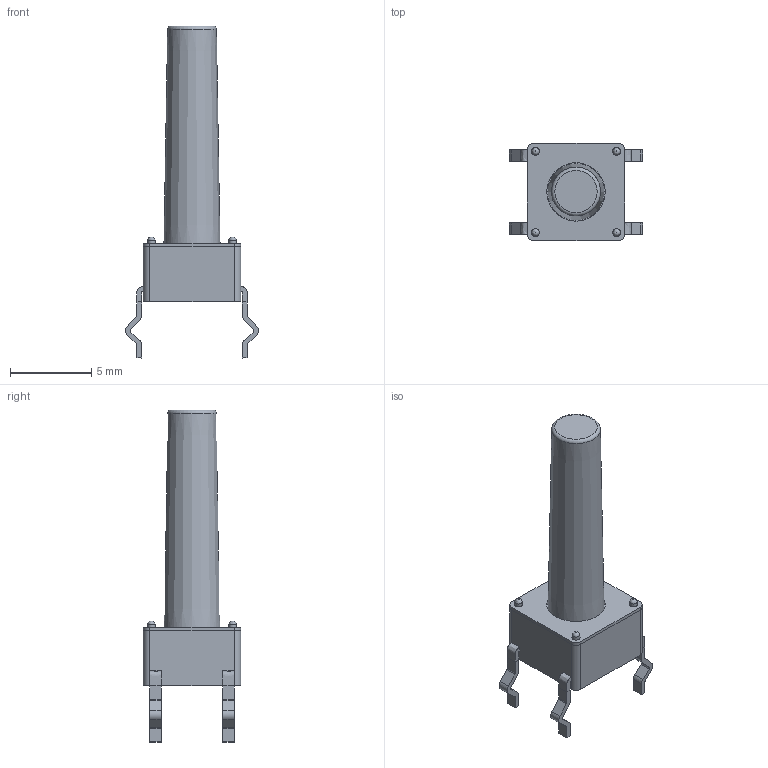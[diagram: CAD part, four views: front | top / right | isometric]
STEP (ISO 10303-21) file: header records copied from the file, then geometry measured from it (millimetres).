
FILE_DESCRIPTION(/* description */ (''),/* implementation_level */ '2;1');
FILE_NAME(/* name */ 'TL1105LF160Q v8.step',/* time_stamp */ '2022-07-01T14:34:32-07:00',/* author */ (''),/* organization */ (''),/* preprocessor_version */ 'ST-DEVELOPER v19',/* originating_system */ 'Autodesk Translation Framework v11.7.0.108',/* authorisation */ '');
FILE_SCHEMA (('AUTOMOTIVE_DESIGN { 1 0 10303 214 3 1 1 }'));
Length unit declared in the file: millimetre
Products named in the file (1): TL1105LF160Q
Bounding box: 8.2 x 6 x 20.45 mm (x, y, z)
Volume: 243 mm3; surface area: 408.4 mm2
Topology: 11 solids, 11 shells, 137 faces, 329 edges, 218 vertices
Faces by surface type: plane 74, cylinder 41, bspline 20, torus 1, cone 1
Full cylindrical faces by diameter (mm): 0.45 x4, 0.5 x4, 3.6 x1
Entity records: 6695 total; most frequent: CARTESIAN_POINT 3433, ORIENTED_EDGE 658, DIRECTION 644, EDGE_CURVE 329, LINE 218, VECTOR 218, VERTEX_POINT 218, AXIS2_PLACEMENT_3D 213
